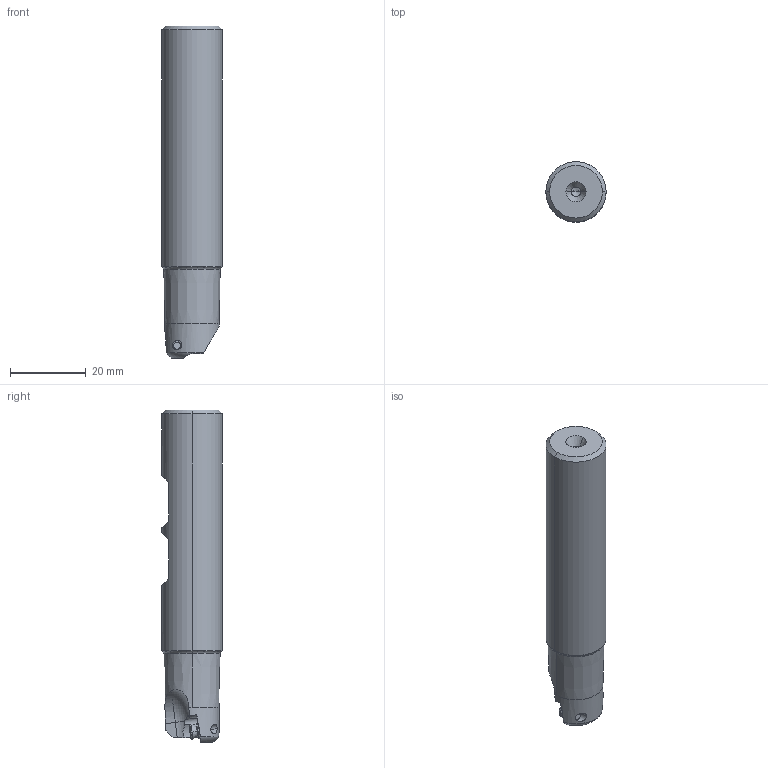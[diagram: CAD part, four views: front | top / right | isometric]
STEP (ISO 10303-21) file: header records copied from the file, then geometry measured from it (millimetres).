
FILE_DESCRIPTION((''),'2;1');
FILE_NAME('BRP3UNR101W10_ASM','2021-08-05T11:24:44',('tlyw01'),('PTC Japan'),'CREO PARAMETRIC BY PTC INC, 2018500','CREO PARAMETRIC BY PTC INC, 2018500','');
FILE_SCHEMA(('AUTOMOTIVE_DESIGN { 1 0 10303 214 1 1 1 1 }'));
Length unit declared in the file: millimetre
Products named in the file (3): BRP3UNR101W10_1; BRP3UNR101W10_2; BRP3UNR101W10_ASM
Assembly tree (2 placements, depth 2):
  BRP3UNR101W10_ASM
    BRP3UNR101W10_1
    BRP3UNR101W10_2
Bounding box: 15.88 x 15.88 x 87.55 mm (x, y, z)
Volume: 15386.7 mm3; surface area: 4647.8 mm2
Topology: 2 solids, 2 shells, 98 faces, 287 edges, 194 vertices
Faces by surface type: cylinder 37, plane 27, cone 23, torus 9, sphere 2
Entity records: 4901 total; most frequent: CARTESIAN_POINT 1236, ORIENTED_EDGE 566, DIRECTION 554, PRESENTATION_STYLE_ASSIGNMENT 289, STYLED_ITEM 289, CURVE_STYLE 287, EDGE_CURVE 283, AXIS2_PLACEMENT_3D 231
